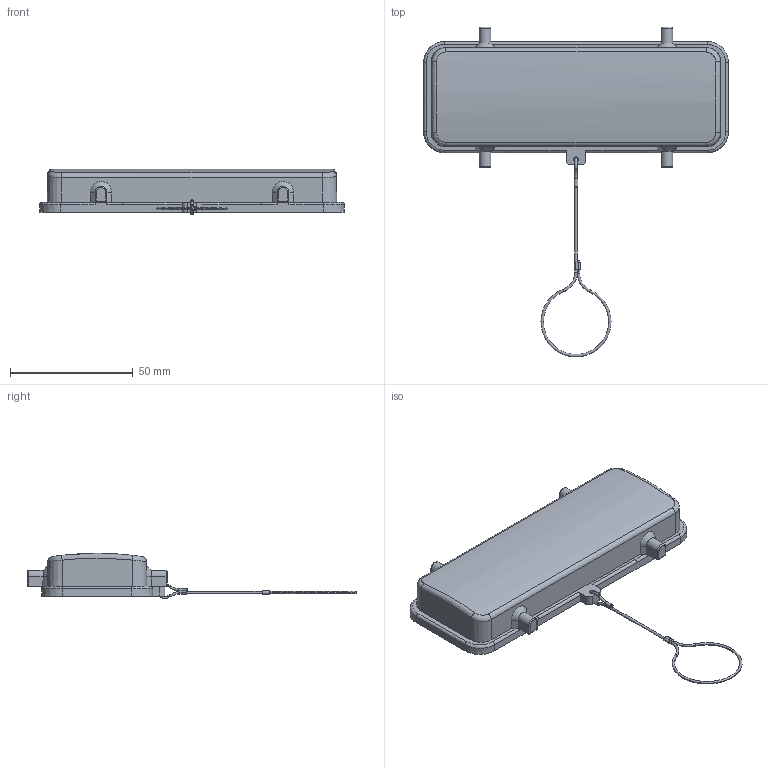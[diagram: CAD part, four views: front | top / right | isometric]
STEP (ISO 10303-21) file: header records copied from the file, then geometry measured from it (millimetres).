
FILE_DESCRIPTION(/* description */ (''),/* implementation_level */ '2;1');
FILE_NAME(/* name */ 'H24B-CV-4B-1.stp',/* time_stamp */ '2022-07-18T12:47:00+08:00',/* author */ (''),/* organization */ (''),/* preprocessor_version */ 'ST-DEVELOPER v16',/* originating_system */ 'SIEMENS PLM Software NX 10.0',/* authorisation */ '');
FILE_SCHEMA (('AP203_CONFIGURATION_CONTROLLED_3D_DESIGN_OF_MECHANICAL_PARTS_AND_ASSEMBLIES_MIM_LF { 1 0 10303 403 2 1 2}'));
Length unit declared in the file: millimetre
Products named in the file (1): Admi3454825450wg
Bounding box: 124.04 x 134.13 x 18.54 mm (x, y, z)
Volume: 21833.9 mm3; surface area: 21968.8 mm2
Topology: 1 solids, 1 shells, 199 faces, 559 edges, 365 vertices
Faces by surface type: plane 81, cylinder 75, torus 21, cone 16, bspline 6
Full cylindrical faces by diameter (mm): 1 x2, 2 x1
Entity records: 7136 total; most frequent: CARTESIAN_POINT 1764, ORIENTED_EDGE 1134, DIRECTION 1115, EDGE_CURVE 567, AXIS2_PLACEMENT_3D 422, VERTEX_POINT 378, LINE 271, VECTOR 271
